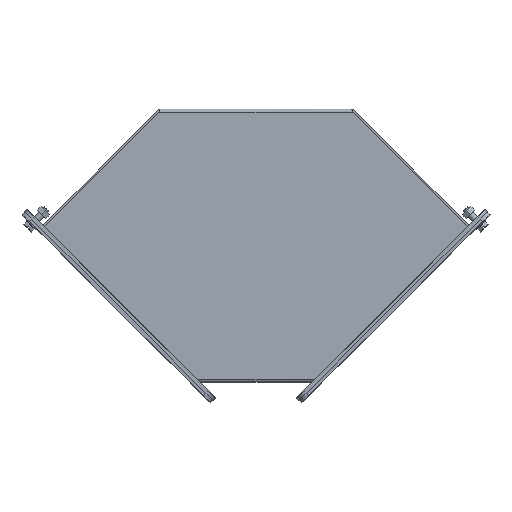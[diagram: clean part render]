
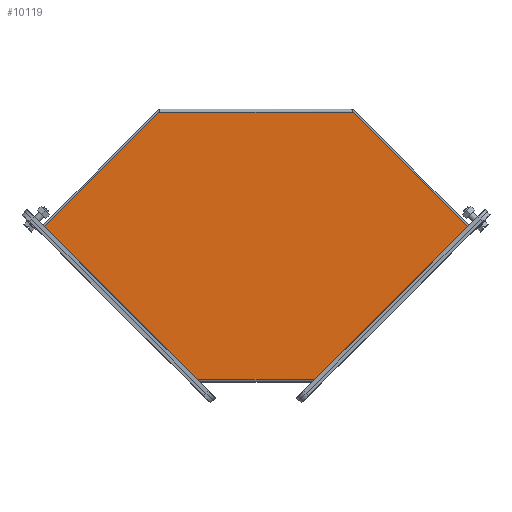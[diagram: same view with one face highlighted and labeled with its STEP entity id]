
A CAD part, front view. The second image highlights one B-rep face of the part: STEP entity #10119.
In plain terms, the highlighted planar face has unit normal (0, -1, 0).
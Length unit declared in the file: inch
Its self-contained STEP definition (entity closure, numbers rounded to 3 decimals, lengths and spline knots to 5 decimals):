
#738 = LINE ( 'NONE', #11124, #10953 ) ;
#1577 = VERTEX_POINT ( 'NONE', #12296 ) ;
#1616 = DIRECTION ( 'NONE',  ( 0.707, 0., -0.707 ) ) ;
#2435 = ORIENTED_EDGE ( 'NONE', *, *, #15161, .F. ) ;
#2618 = AXIS2_PLACEMENT_3D ( 'NONE', #15299, #5068, #16748 ) ;
#2970 = LINE ( 'NONE', #6884, #7120 ) ;
#3120 = DIRECTION ( 'NONE',  ( 1., 0., 0. ) ) ;
#3433 = VERTEX_POINT ( 'NONE', #14755 ) ;
#3557 = EDGE_CURVE ( 'NONE', #7021, #1577, #12531, .T. ) ;
#4700 = CARTESIAN_POINT ( 'NONE',  ( -7.641, -4., 5.606 ) ) ;
#5068 = DIRECTION ( 'NONE',  ( 0., -1., 0. ) ) ;
#5119 = VERTEX_POINT ( 'NONE', #15212 ) ;
#6041 = EDGE_CURVE ( 'NONE', #7328, #3433, #16347, .T. ) ;
#6291 = CARTESIAN_POINT ( 'NONE',  ( -7.641, -4., 9.746 ) ) ;
#6410 = LINE ( 'NONE', #10173, #9330 ) ;
#6637 = LINE ( 'NONE', #6967, #10492 ) ;
#6799 = DIRECTION ( 'NONE',  ( 0.707, 0., 0.707 ) ) ;
#6884 = CARTESIAN_POINT ( 'NONE',  ( -3.465, -4., 9.782 ) ) ;
#6967 = CARTESIAN_POINT ( 'NONE',  ( 7.641, -4., 5.606 ) ) ;
#7021 = VERTEX_POINT ( 'NONE', #10579 ) ;
#7120 = VECTOR ( 'NONE', #6799, 39.37008 ) ;
#7328 = VERTEX_POINT ( 'NONE', #16187 ) ;
#7359 = ORIENTED_EDGE ( 'NONE', *, *, #3557, .F. ) ;
#7480 = EDGE_CURVE ( 'NONE', #8991, #3433, #2970, .T. ) ;
#7610 = DIRECTION ( 'NONE',  ( -0.707, 0., 0.707 ) ) ;
#8530 = ORIENTED_EDGE ( 'NONE', *, *, #7480, .F. ) ;
#8991 = VERTEX_POINT ( 'NONE', #4700 ) ;
#9330 = VECTOR ( 'NONE', #7610, 39.37008 ) ;
#10119 = ADVANCED_FACE ( 'NONE', ( #11286 ), #11549, .T. ) ;
#10173 = CARTESIAN_POINT ( 'NONE',  ( -7.641, -4., 5.606 ) ) ;
#10492 = VECTOR ( 'NONE', #1616, 39.37008 ) ;
#10579 = CARTESIAN_POINT ( 'NONE',  ( 7.641, -4., 5.606 ) ) ;
#10953 = VECTOR ( 'NONE', #3120, 39.37008 ) ;
#11124 = CARTESIAN_POINT ( 'NONE',  ( -7.641, -4., 0.108 ) ) ;
#11286 = FACE_OUTER_BOUND ( 'NONE', #15929, .T. ) ;
#11416 = DIRECTION ( 'NONE',  ( -0.707, 0., -0.707 ) ) ;
#11549 = PLANE ( 'NONE',  #2618 ) ;
#11972 = EDGE_CURVE ( 'NONE', #7328, #7021, #6637, .T. ) ;
#12296 = CARTESIAN_POINT ( 'NONE',  ( 2.143, -4., 0.108 ) ) ;
#12384 = VECTOR ( 'NONE', #15151, 39.37008 ) ;
#12531 = LINE ( 'NONE', #12788, #15549 ) ;
#12788 = CARTESIAN_POINT ( 'NONE',  ( 2.035, -4., 0. ) ) ;
#13401 = ORIENTED_EDGE ( 'NONE', *, *, #11972, .F. ) ;
#13805 = ORIENTED_EDGE ( 'NONE', *, *, #6041, .T. ) ;
#14755 = CARTESIAN_POINT ( 'NONE',  ( -3.501, -4., 9.746 ) ) ;
#15151 = DIRECTION ( 'NONE',  ( -1., 0., 0. ) ) ;
#15161 = EDGE_CURVE ( 'NONE', #5119, #8991, #6410, .T. ) ;
#15212 = CARTESIAN_POINT ( 'NONE',  ( -2.143, -4., 0.108 ) ) ;
#15299 = CARTESIAN_POINT ( 'NONE',  ( -7.641, -4., 9.782 ) ) ;
#15549 = VECTOR ( 'NONE', #11416, 39.37008 ) ;
#15814 = EDGE_CURVE ( 'NONE', #5119, #1577, #738, .T. ) ;
#15929 = EDGE_LOOP ( 'NONE', ( #16082, #7359, #13401, #13805, #8530, #2435 ) ) ;
#16082 = ORIENTED_EDGE ( 'NONE', *, *, #15814, .T. ) ;
#16187 = CARTESIAN_POINT ( 'NONE',  ( 3.501, -4., 9.746 ) ) ;
#16347 = LINE ( 'NONE', #6291, #12384 ) ;
#16748 = DIRECTION ( 'NONE',  ( 0., 0., -1. ) ) ;
